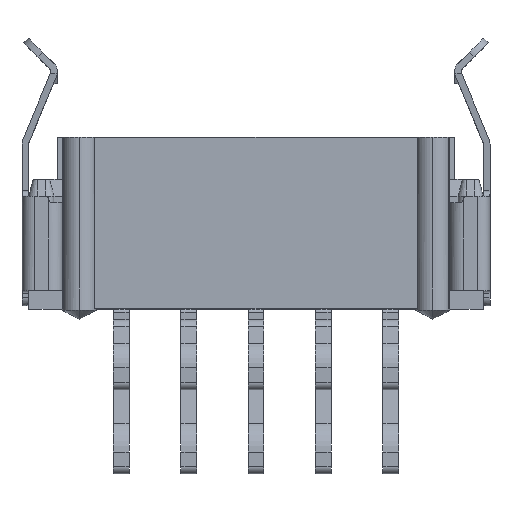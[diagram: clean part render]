
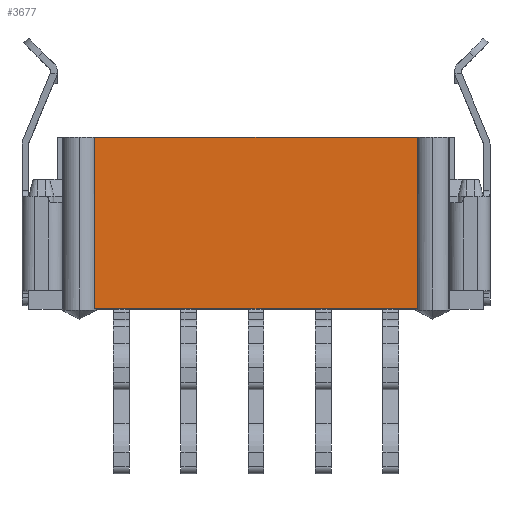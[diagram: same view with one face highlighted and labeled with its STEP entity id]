
A CAD part, top view. The second image highlights one B-rep face of the part: STEP entity #3677.
In plain terms, the highlighted planar face has unit normal (0, 0, 1).
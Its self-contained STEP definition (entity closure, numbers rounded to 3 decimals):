
#85=DIRECTION('',(-1.,0.,0.));
#86=VECTOR('',#85,9.583);
#87=CARTESIAN_POINT('',(4.792,0.,2.775));
#88=LINE('',#87,#86);
#593=DIRECTION('',(-1.,0.,0.));
#594=VECTOR('',#593,9.583);
#595=CARTESIAN_POINT('',(4.792,5.1,2.775));
#596=LINE('',#595,#594);
#737=DIRECTION('',(0.,1.,0.));
#738=VECTOR('',#737,5.1);
#739=CARTESIAN_POINT('',(-4.792,0.,2.775));
#740=LINE('',#739,#738);
#744=DIRECTION('',(0.,-1.,0.));
#745=VECTOR('',#744,5.1);
#746=CARTESIAN_POINT('',(4.792,5.1,2.775));
#747=LINE('',#746,#745);
#3109=CARTESIAN_POINT('',(4.792,0.,2.775));
#3111=VERTEX_POINT('',#3109);
#3117=CARTESIAN_POINT('',(4.792,5.1,2.775));
#3118=VERTEX_POINT('',#3117);
#3129=CARTESIAN_POINT('',(-4.792,0.,2.775));
#3131=VERTEX_POINT('',#3129);
#3137=CARTESIAN_POINT('',(-4.792,5.1,2.775));
#3138=VERTEX_POINT('',#3137);
#3664=CARTESIAN_POINT('',(5.75,0.,2.775));
#3665=DIRECTION('',(0.,0.,1.));
#3666=DIRECTION('',(-1.,0.,0.));
#3667=AXIS2_PLACEMENT_3D('',#3664,#3665,#3666);
#3668=PLANE('',#3667);
#3670=ORIENTED_EDGE('',*,*,#3669,.T.);
#3671=ORIENTED_EDGE('',*,*,#3598,.F.);
#3673=ORIENTED_EDGE('',*,*,#3672,.T.);
#3674=ORIENTED_EDGE('',*,*,#3310,.T.);
#3675=EDGE_LOOP('',(#3670,#3671,#3673,#3674));
#3676=FACE_OUTER_BOUND('',#3675,.F.);
#3310=EDGE_CURVE('',#3111,#3131,#88,.T.);
#3598=EDGE_CURVE('',#3118,#3138,#596,.T.);
#3669=EDGE_CURVE('',#3131,#3138,#740,.T.);
#3672=EDGE_CURVE('',#3118,#3111,#747,.T.);
#3677=ADVANCED_FACE('',(#3676),#3668,.T.);
